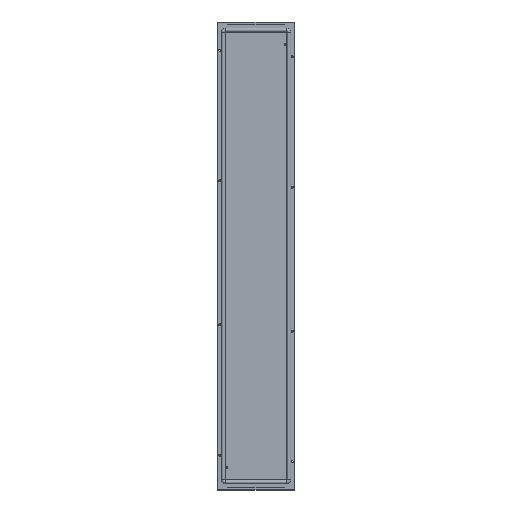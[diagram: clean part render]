
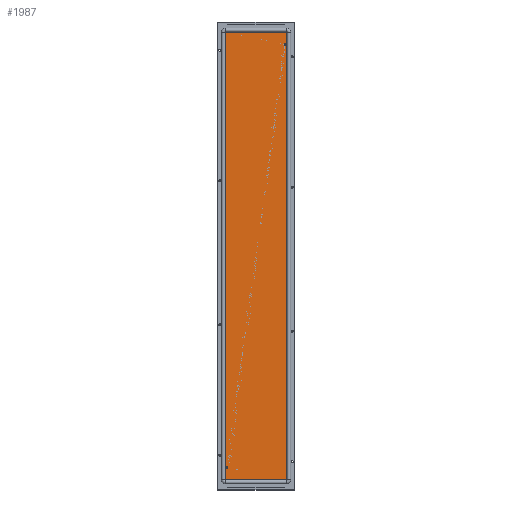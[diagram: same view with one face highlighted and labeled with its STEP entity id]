
A CAD part, left-side view. The second image highlights one B-rep face of the part: STEP entity #1987.
In plain terms, the highlighted planar face has unit normal (-1, 0, 0).
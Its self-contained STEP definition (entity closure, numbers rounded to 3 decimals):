
#1740=CARTESIAN_POINT('Axis2P3D Location',(0.,0.,0.)) ;
#1885=CARTESIAN_POINT('Axis2P3D Location',(0.,144.1,1050.5)) ;
#1889=CARTESIAN_POINT('Vertex',(0.,144.1,1051.)) ;
#1891=CARTESIAN_POINT('Vertex',(0.,144.6,1050.5)) ;
#1894=CARTESIAN_POINT('Line Origine',(0.,144.6,0.)) ;
#1898=CARTESIAN_POINT('Vertex',(0.,144.6,-1050.5)) ;
#1901=CARTESIAN_POINT('Axis2P3D Location',(0.,144.1,-1050.5)) ;
#1905=CARTESIAN_POINT('Vertex',(0.,144.1,-1051.)) ;
#1908=CARTESIAN_POINT('Line Origine',(0.,0.,-1051.)) ;
#1912=CARTESIAN_POINT('Vertex',(0.,-144.1,-1051.)) ;
#1915=CARTESIAN_POINT('Axis2P3D Location',(0.,-144.1,-1050.5)) ;
#1919=CARTESIAN_POINT('Vertex',(0.,-144.6,-1050.5)) ;
#1922=CARTESIAN_POINT('Line Origine',(0.,-144.6,0.)) ;
#1926=CARTESIAN_POINT('Vertex',(0.,-144.6,1050.5)) ;
#1929=CARTESIAN_POINT('Axis2P3D Location',(0.,-144.1,1050.5)) ;
#1933=CARTESIAN_POINT('Vertex',(0.,-144.1,1051.)) ;
#1936=CARTESIAN_POINT('Line Origine',(0.,0.,1051.)) ;
#1951=CARTESIAN_POINT('Axis2P3D Location',(0.,-135.6,993.)) ;
#1955=CARTESIAN_POINT('Vertex',(0.,-132.2,993.)) ;
#1957=CARTESIAN_POINT('Vertex',(0.,-139.,993.)) ;
#1960=CARTESIAN_POINT('Axis2P3D Location',(0.,-135.6,993.)) ;
#1969=CARTESIAN_POINT('Axis2P3D Location',(0.,135.6,-993.)) ;
#1973=CARTESIAN_POINT('Vertex',(0.,139.,-993.)) ;
#1975=CARTESIAN_POINT('Vertex',(0.,132.2,-993.)) ;
#1978=CARTESIAN_POINT('Axis2P3D Location',(0.,135.6,-993.)) ;
#1741=DIRECTION('Axis2P3D Direction',(1.,0.,0.)) ;
#1742=DIRECTION('Axis2P3D XDirection',(0.,1.,0.)) ;
#1886=DIRECTION('Axis2P3D Direction',(1.,0.,0.)) ;
#1895=DIRECTION('Vector Direction',(0.,0.,-1.)) ;
#1902=DIRECTION('Axis2P3D Direction',(1.,0.,0.)) ;
#1909=DIRECTION('Vector Direction',(0.,1.,0.)) ;
#1916=DIRECTION('Axis2P3D Direction',(1.,0.,0.)) ;
#1923=DIRECTION('Vector Direction',(0.,0.,1.)) ;
#1930=DIRECTION('Axis2P3D Direction',(1.,0.,0.)) ;
#1937=DIRECTION('Vector Direction',(0.,-1.,0.)) ;
#1952=DIRECTION('Axis2P3D Direction',(1.,0.,0.)) ;
#1961=DIRECTION('Axis2P3D Direction',(1.,0.,0.)) ;
#1970=DIRECTION('Axis2P3D Direction',(1.,0.,0.)) ;
#1979=DIRECTION('Axis2P3D Direction',(1.,0.,0.)) ;
#1743=AXIS2_PLACEMENT_3D('Plane Axis2P3D',#1740,#1741,#1742) ;
#1887=AXIS2_PLACEMENT_3D('Circle Axis2P3D',#1885,#1886,$) ;
#1903=AXIS2_PLACEMENT_3D('Circle Axis2P3D',#1901,#1902,$) ;
#1917=AXIS2_PLACEMENT_3D('Circle Axis2P3D',#1915,#1916,$) ;
#1931=AXIS2_PLACEMENT_3D('Circle Axis2P3D',#1929,#1930,$) ;
#1953=AXIS2_PLACEMENT_3D('Circle Axis2P3D',#1951,#1952,$) ;
#1962=AXIS2_PLACEMENT_3D('Circle Axis2P3D',#1960,#1961,$) ;
#1971=AXIS2_PLACEMENT_3D('Circle Axis2P3D',#1969,#1970,$) ;
#1980=AXIS2_PLACEMENT_3D('Circle Axis2P3D',#1978,#1979,$) ;
#1942=ORIENTED_EDGE('',*,*,#1893,.T.) ;
#1943=ORIENTED_EDGE('',*,*,#1900,.T.) ;
#1944=ORIENTED_EDGE('',*,*,#1907,.T.) ;
#1945=ORIENTED_EDGE('',*,*,#1914,.F.) ;
#1946=ORIENTED_EDGE('',*,*,#1921,.T.) ;
#1947=ORIENTED_EDGE('',*,*,#1928,.T.) ;
#1948=ORIENTED_EDGE('',*,*,#1935,.T.) ;
#1949=ORIENTED_EDGE('',*,*,#1940,.F.) ;
#1966=ORIENTED_EDGE('',*,*,#1959,.F.) ;
#1967=ORIENTED_EDGE('',*,*,#1964,.F.) ;
#1984=ORIENTED_EDGE('',*,*,#1977,.F.) ;
#1985=ORIENTED_EDGE('',*,*,#1982,.F.) ;
#1968=FACE_BOUND('',#1965,.T.) ;
#1986=FACE_BOUND('',#1983,.T.) ;
#1896=VECTOR('Line Direction',#1895,1.) ;
#1910=VECTOR('Line Direction',#1909,1.) ;
#1924=VECTOR('Line Direction',#1923,1.) ;
#1938=VECTOR('Line Direction',#1937,1.) ;
#1987=ADVANCED_FACE('Fianco_origine',(#1950,#1968,#1986),#1744,.F.) ;
#1888=CIRCLE('generated circle',#1887,0.5) ;
#1904=CIRCLE('generated circle',#1903,0.5) ;
#1918=CIRCLE('generated circle',#1917,0.5) ;
#1932=CIRCLE('generated circle',#1931,0.5) ;
#1954=CIRCLE('generated circle',#1953,3.4) ;
#1963=CIRCLE('generated circle',#1962,3.4) ;
#1972=CIRCLE('generated circle',#1971,3.4) ;
#1981=CIRCLE('generated circle',#1980,3.4) ;
#1893=EDGE_CURVE('',#1890,#1892,#1888,.F.) ;
#1900=EDGE_CURVE('',#1892,#1899,#1897,.T.) ;
#1907=EDGE_CURVE('',#1899,#1906,#1904,.F.) ;
#1914=EDGE_CURVE('',#1913,#1906,#1911,.T.) ;
#1921=EDGE_CURVE('',#1913,#1920,#1918,.F.) ;
#1928=EDGE_CURVE('',#1920,#1927,#1925,.T.) ;
#1935=EDGE_CURVE('',#1927,#1934,#1932,.F.) ;
#1940=EDGE_CURVE('',#1890,#1934,#1939,.T.) ;
#1959=EDGE_CURVE('',#1956,#1958,#1954,.F.) ;
#1964=EDGE_CURVE('',#1958,#1956,#1963,.F.) ;
#1977=EDGE_CURVE('',#1974,#1976,#1972,.F.) ;
#1982=EDGE_CURVE('',#1976,#1974,#1981,.F.) ;
#1941=EDGE_LOOP('',(#1942,#1943,#1944,#1945,#1946,#1947,#1948,#1949)) ;
#1965=EDGE_LOOP('',(#1966,#1967)) ;
#1983=EDGE_LOOP('',(#1984,#1985)) ;
#1950=FACE_OUTER_BOUND('',#1941,.T.) ;
#1897=LINE('Line',#1894,#1896) ;
#1911=LINE('Line',#1908,#1910) ;
#1925=LINE('Line',#1922,#1924) ;
#1939=LINE('Line',#1936,#1938) ;
#1744=PLANE('',#1743) ;
#1890=VERTEX_POINT('',#1889) ;
#1892=VERTEX_POINT('',#1891) ;
#1899=VERTEX_POINT('',#1898) ;
#1906=VERTEX_POINT('',#1905) ;
#1913=VERTEX_POINT('',#1912) ;
#1920=VERTEX_POINT('',#1919) ;
#1927=VERTEX_POINT('',#1926) ;
#1934=VERTEX_POINT('',#1933) ;
#1956=VERTEX_POINT('',#1955) ;
#1958=VERTEX_POINT('',#1957) ;
#1974=VERTEX_POINT('',#1973) ;
#1976=VERTEX_POINT('',#1975) ;
